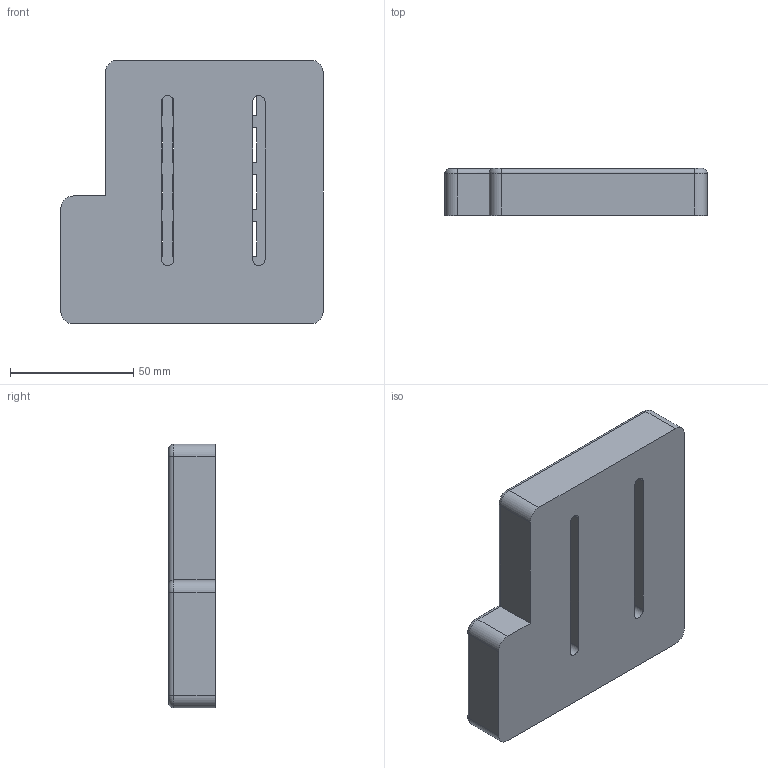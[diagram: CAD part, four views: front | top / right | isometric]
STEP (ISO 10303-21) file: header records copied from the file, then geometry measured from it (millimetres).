
FILE_DESCRIPTION(/* description */ (''),/* implementation_level */ '2;1');
FILE_NAME(/* name */ 'YampadV6 v38.step',/* time_stamp */ '2021-01-23T16:15:34+01:00',/* author */ (''),/* organization */ (''),/* preprocessor_version */ 'ST-DEVELOPER v18.1',/* originating_system */ 'Autodesk Translation Framework v9.7.1.1290',/* authorisation */ '');
FILE_SCHEMA (('AUTOMOTIVE_DESIGN { 1 0 10303 214 3 1 1 }'));
Length unit declared in the file: millimetre
Products named in the file (3): YampadV6; Plate; Case
Assembly tree (2 placements, depth 2):
  YampadV6
    Plate
    Case
Bounding box: 106.49 x 19 x 107 mm (x, y, z)
Volume: 96812.1 mm3; surface area: 45443.4 mm2
Topology: 2 solids, 2 shells, 188 faces, 520 edges, 343 vertices
Faces by surface type: plane 134, cylinder 49, torus 5
Full cylindrical faces by diameter (mm): 3.175 x10, 6.506 x1, 6.511 x1
Entity records: 6157 total; most frequent: CARTESIAN_POINT 1056, ORIENTED_EDGE 1040, DIRECTION 1008, EDGE_CURVE 520, LINE 418, VECTOR 418, VERTEX_POINT 343, AXIS2_PLACEMENT_3D 295
